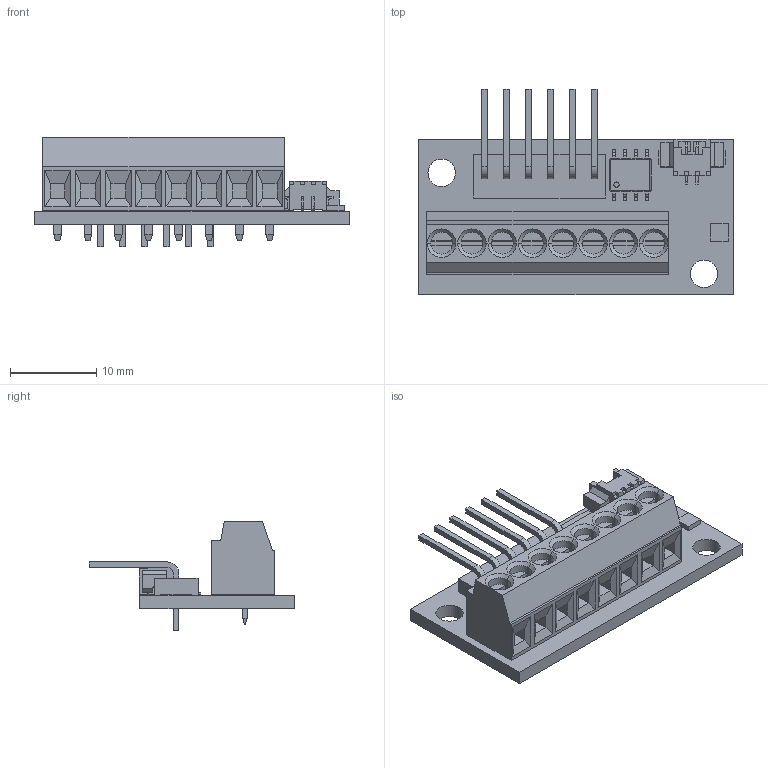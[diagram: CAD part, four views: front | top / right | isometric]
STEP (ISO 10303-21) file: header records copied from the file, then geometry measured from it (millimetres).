
FILE_DESCRIPTION(('KiCad electronic assembly'),'2;1');
FILE_NAME('power_perch.step','2024-06-29T16:00:03',('Pcbnew'),('Kicad'), 'Open CASCADE STEP processor 7.6','KiCad to STEP converter','Unknown' );
FILE_SCHEMA(('AUTOMOTIVE_DESIGN { 1 0 10303 214 1 1 1 1 }'));
Length unit declared in the file: millimetre
Products named in the file (12): power_perch 1; QFN4-2x2; Pad; 393570008; Molex_PicoBlade_53261-0271_1x02-1MP_P1.25mm_Horizontal; Molex_53261_0271; SOIC-8_3.9x4.9mm_P1.27mm; SOIC_8_39x49mm_P127mm; c-0640453-06-y-3d; C-0640453-06-3; power_perch_PCB
Assembly tree (11 placements, depth 3):
  power_perch 1
    QFN4-2x2
      Pad
    393570008
      393570008
    Molex_PicoBlade_53261-0271_1x02-1MP_P1.25mm_Horizontal
      Molex_53261_0271
    SOIC-8_3.9x4.9mm_P1.27mm
      SOIC_8_39x49mm_P127mm
    c-0640453-06-y-3d
      C-0640453-06-3
    power_perch_PCB
Bounding box: 36.41 x 23.75 x 12.7 mm (x, y, z)
Volume: 2673.1 mm3; surface area: 3682.3 mm2
Topology: 6 solids, 6 shells, 640 faces, 1605 edges, 1020 vertices
Faces by surface type: plane 505, cylinder 87, bspline 32, cone 16
Full cylindrical faces by diameter (mm): 0.6 x1, 1 x6, 1.2 x8, 3.175 x2
Entity records: 21716 total; most frequent: CARTESIAN_POINT 3405, ORIENTED_EDGE 3210, DIRECTION 3039, EDGE_CURVE 1605, LINE 1347, VECTOR 1347, VERTEX_POINT 1020, AXIS2_PLACEMENT_3D 846
